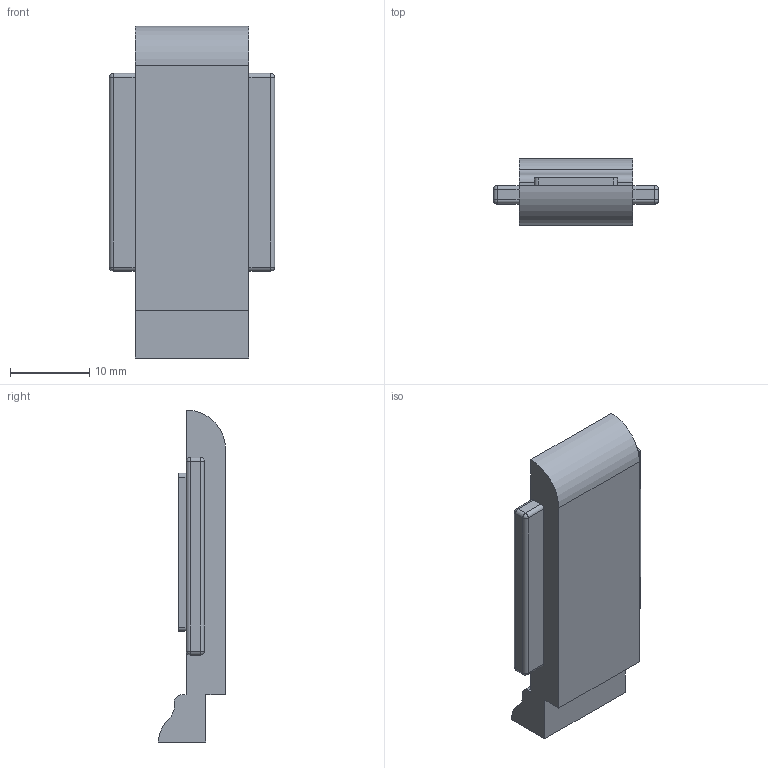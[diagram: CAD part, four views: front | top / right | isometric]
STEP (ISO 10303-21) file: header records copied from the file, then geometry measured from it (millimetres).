
FILE_DESCRIPTION (( 'STEP AP203' ), '1' );
FILE_NAME ('34-BODEN-ZN20.STEP', '2017-08-07T11:42:42', ( '' ), ( '' ), 'SwSTEP 2.0', 'SolidWorks 2015', '' );
FILE_SCHEMA (( 'CONFIG_CONTROL_DESIGN' ));
Length unit declared in the file: millimetre
Products named in the file (3): 34-BODEN-ZN20; 34-Boden Gummi_34-BODEN-XXX; 34-Boden-V4A ohne Gummi_34-BODEN-ZN20
Assembly tree (2 placements, depth 2):
  34-BODEN-ZN20
    34-Boden-V4A ohne Gummi_34-BODEN-ZN20
    34-Boden Gummi_34-BODEN-XXX
Bounding box: 20.9 x 8.5 x 42 mm (x, y, z)
Volume: 3505 mm3; surface area: 2613.6 mm2
Topology: 2 solids, 2 shells, 212 faces, 551 edges, 354 vertices
Faces by surface type: plane 127, bspline 53, cylinder 24, sphere 8
Entity records: 9930 total; most frequent: CARTESIAN_POINT 4807, ORIENTED_EDGE 1086, DIRECTION 813, EDGE_CURVE 543, VECTOR 389, LINE 389, VERTEX_POINT 354, EDGE_LOOP 231
